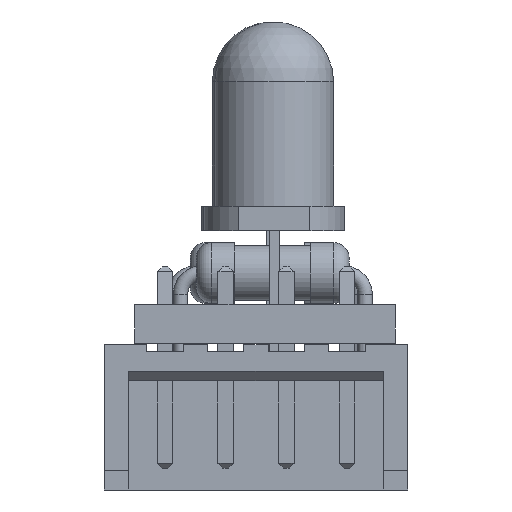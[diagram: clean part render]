
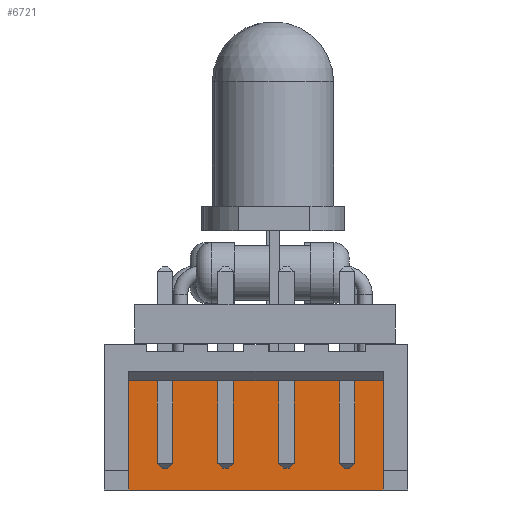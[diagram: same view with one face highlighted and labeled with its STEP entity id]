
A CAD part, left-side view. The second image highlights one B-rep face of the part: STEP entity #6721.
In plain terms, the highlighted face is planar.
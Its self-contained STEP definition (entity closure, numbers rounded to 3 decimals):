
#2226 = PLANE('',#2227);
#2227 = AXIS2_PLACEMENT_3D('',#2228,#2229,#2230);
#2228 = CARTESIAN_POINT('',(3.75,0.152,1.5));
#2229 = DIRECTION('',(0.,0.,1.));
#2230 = DIRECTION('',(0.,1.,0.));
#2282 = PLANE('',#2283);
#2283 = AXIS2_PLACEMENT_3D('',#2284,#2285,#2286);
#2284 = CARTESIAN_POINT('',(3.75,-0.3,6.));
#2285 = DIRECTION('',(0.,0.,1.));
#2286 = DIRECTION('',(1.,0.,-0.));
#4388 = VERTEX_POINT('',#4389);
#4389 = CARTESIAN_POINT('',(-2.05,1.15,6.));
#4403 = PLANE('',#4404);
#4404 = AXIS2_PLACEMENT_3D('',#4405,#4406,#4407);
#4405 = CARTESIAN_POINT('',(-2.05,1.15,6.));
#4406 = DIRECTION('',(-1.,0.,0.));
#4407 = DIRECTION('',(0.,-1.,0.));
#4415 = EDGE_CURVE('',#4416,#4388,#4418,.T.);
#4416 = VERTEX_POINT('',#4417);
#4417 = CARTESIAN_POINT('',(9.55,1.15,6.));
#4418 = SURFACE_CURVE('',#4419,(#4423,#4430),.PCURVE_S1.);
#4419 = LINE('',#4420,#4421);
#4420 = CARTESIAN_POINT('',(9.55,1.15,6.));
#4421 = VECTOR('',#4422,1.);
#4422 = DIRECTION('',(-1.,0.,0.));
#4423 = PCURVE('',#2282,#4424);
#4424 = DEFINITIONAL_REPRESENTATION('',(#4425),#4429);
#4425 = LINE('',#4426,#4427);
#4426 = CARTESIAN_POINT('',(5.8,1.45));
#4427 = VECTOR('',#4428,1.);
#4428 = DIRECTION('',(-1.,0.));
#4429 = ( GEOMETRIC_REPRESENTATION_CONTEXT(2) 
PARAMETRIC_REPRESENTATION_CONTEXT() REPRESENTATION_CONTEXT('2D SPACE',''
  ) );
#4430 = PCURVE('',#4431,#4436);
#4431 = PLANE('',#4432);
#4432 = AXIS2_PLACEMENT_3D('',#4433,#4434,#4435);
#4433 = CARTESIAN_POINT('',(9.55,1.15,6.));
#4434 = DIRECTION('',(0.,1.,0.));
#4435 = DIRECTION('',(-1.,0.,0.));
#4436 = DEFINITIONAL_REPRESENTATION('',(#4437),#4441);
#4437 = LINE('',#4438,#4439);
#4438 = CARTESIAN_POINT('',(0.,0.));
#4439 = VECTOR('',#4440,1.);
#4440 = DIRECTION('',(1.,0.));
#4441 = ( GEOMETRIC_REPRESENTATION_CONTEXT(2) 
PARAMETRIC_REPRESENTATION_CONTEXT() REPRESENTATION_CONTEXT('2D SPACE',''
  ) );
#4459 = PLANE('',#4460);
#4460 = AXIS2_PLACEMENT_3D('',#4461,#4462,#4463);
#4461 = CARTESIAN_POINT('',(9.55,0.65,6.));
#4462 = DIRECTION('',(1.,0.,0.));
#4463 = DIRECTION('',(-0.,1.,0.));
#4671 = VERTEX_POINT('',#4672);
#4672 = CARTESIAN_POINT('',(9.55,1.15,1.5));
#4693 = EDGE_CURVE('',#4671,#4694,#4696,.T.);
#4694 = VERTEX_POINT('',#4695);
#4695 = CARTESIAN_POINT('',(-2.05,1.15,1.5));
#4696 = SURFACE_CURVE('',#4697,(#4701,#4708),.PCURVE_S1.);
#4697 = LINE('',#4698,#4699);
#4698 = CARTESIAN_POINT('',(9.55,1.15,1.5));
#4699 = VECTOR('',#4700,1.);
#4700 = DIRECTION('',(-1.,0.,0.));
#4701 = PCURVE('',#2226,#4702);
#4702 = DEFINITIONAL_REPRESENTATION('',(#4703),#4707);
#4703 = LINE('',#4704,#4705);
#4704 = CARTESIAN_POINT('',(0.998,-5.8));
#4705 = VECTOR('',#4706,1.);
#4706 = DIRECTION('',(0.,1.));
#4707 = ( GEOMETRIC_REPRESENTATION_CONTEXT(2) 
PARAMETRIC_REPRESENTATION_CONTEXT() REPRESENTATION_CONTEXT('2D SPACE',''
  ) );
#4708 = PCURVE('',#4431,#4709);
#4709 = DEFINITIONAL_REPRESENTATION('',(#4710),#4714);
#4710 = LINE('',#4711,#4712);
#4711 = CARTESIAN_POINT('',(0.,-4.5));
#4712 = VECTOR('',#4713,1.);
#4713 = DIRECTION('',(1.,0.));
#4714 = ( GEOMETRIC_REPRESENTATION_CONTEXT(2) 
PARAMETRIC_REPRESENTATION_CONTEXT() REPRESENTATION_CONTEXT('2D SPACE',''
  ) );
#6700 = EDGE_CURVE('',#4416,#4671,#6701,.T.);
#6701 = SURFACE_CURVE('',#6702,(#6706,#6713),.PCURVE_S1.);
#6702 = LINE('',#6703,#6704);
#6703 = CARTESIAN_POINT('',(9.55,1.15,6.));
#6704 = VECTOR('',#6705,1.);
#6705 = DIRECTION('',(-0.,-0.,-1.));
#6706 = PCURVE('',#4459,#6707);
#6707 = DEFINITIONAL_REPRESENTATION('',(#6708),#6712);
#6708 = LINE('',#6709,#6710);
#6709 = CARTESIAN_POINT('',(0.5,0.));
#6710 = VECTOR('',#6711,1.);
#6711 = DIRECTION('',(0.,-1.));
#6712 = ( GEOMETRIC_REPRESENTATION_CONTEXT(2) 
PARAMETRIC_REPRESENTATION_CONTEXT() REPRESENTATION_CONTEXT('2D SPACE',''
  ) );
#6713 = PCURVE('',#4431,#6714);
#6714 = DEFINITIONAL_REPRESENTATION('',(#6715),#6719);
#6715 = LINE('',#6716,#6717);
#6716 = CARTESIAN_POINT('',(0.,0.));
#6717 = VECTOR('',#6718,1.);
#6718 = DIRECTION('',(0.,-1.));
#6719 = ( GEOMETRIC_REPRESENTATION_CONTEXT(2) 
PARAMETRIC_REPRESENTATION_CONTEXT() REPRESENTATION_CONTEXT('2D SPACE',''
  ) );
#6721 = ADVANCED_FACE('',(#6722),#4431,.F.);
#6722 = FACE_BOUND('',#6723,.F.);
#6723 = EDGE_LOOP('',(#6724,#6725,#6726,#6747));
#6724 = ORIENTED_EDGE('',*,*,#6700,.T.);
#6725 = ORIENTED_EDGE('',*,*,#4693,.T.);
#6726 = ORIENTED_EDGE('',*,*,#6727,.F.);
#6727 = EDGE_CURVE('',#4388,#4694,#6728,.T.);
#6728 = SURFACE_CURVE('',#6729,(#6733,#6740),.PCURVE_S1.);
#6729 = LINE('',#6730,#6731);
#6730 = CARTESIAN_POINT('',(-2.05,1.15,6.));
#6731 = VECTOR('',#6732,1.);
#6732 = DIRECTION('',(-0.,-0.,-1.));
#6733 = PCURVE('',#4431,#6734);
#6734 = DEFINITIONAL_REPRESENTATION('',(#6735),#6739);
#6735 = LINE('',#6736,#6737);
#6736 = CARTESIAN_POINT('',(11.6,0.));
#6737 = VECTOR('',#6738,1.);
#6738 = DIRECTION('',(0.,-1.));
#6739 = ( GEOMETRIC_REPRESENTATION_CONTEXT(2) 
PARAMETRIC_REPRESENTATION_CONTEXT() REPRESENTATION_CONTEXT('2D SPACE',''
  ) );
#6740 = PCURVE('',#4403,#6741);
#6741 = DEFINITIONAL_REPRESENTATION('',(#6742),#6746);
#6742 = LINE('',#6743,#6744);
#6743 = CARTESIAN_POINT('',(0.,0.));
#6744 = VECTOR('',#6745,1.);
#6745 = DIRECTION('',(0.,-1.));
#6746 = ( GEOMETRIC_REPRESENTATION_CONTEXT(2) 
PARAMETRIC_REPRESENTATION_CONTEXT() REPRESENTATION_CONTEXT('2D SPACE',''
  ) );
#6747 = ORIENTED_EDGE('',*,*,#4415,.F.);
